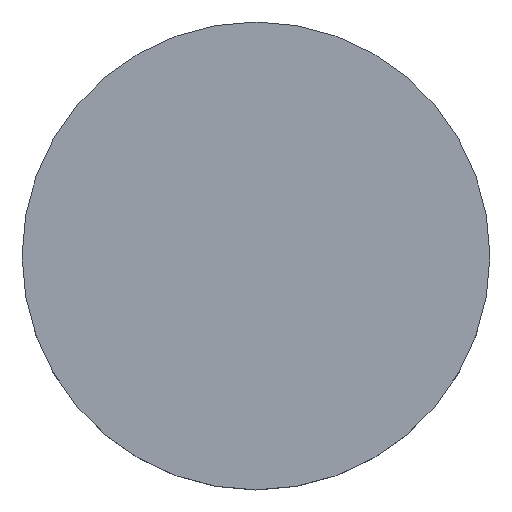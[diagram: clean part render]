
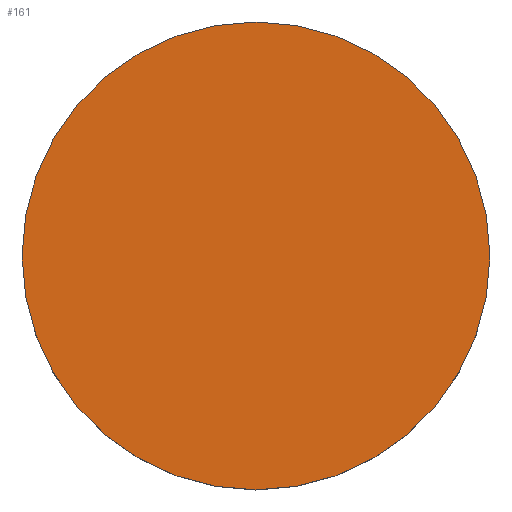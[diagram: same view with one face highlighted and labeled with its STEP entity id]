
A CAD part, top view. The second image highlights one B-rep face of the part: STEP entity #161.
In plain terms, the highlighted planar face has unit normal (0, 0, 1).
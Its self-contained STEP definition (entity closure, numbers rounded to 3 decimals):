
#8 = EDGE_CURVE ( 'NONE', #149, #40, #105, .T. ) ;
#9 = CARTESIAN_POINT ( 'NONE',  ( 0., 0., 3.7 ) ) ;
#20 = ORIENTED_EDGE ( 'NONE', *, *, #121, .F. ) ;
#23 = AXIS2_PLACEMENT_3D ( 'NONE', #117, #156, #93 ) ;
#29 = EDGE_LOOP ( 'NONE', ( #20, #63 ) ) ;
#40 = VERTEX_POINT ( 'NONE', #90 ) ;
#63 = ORIENTED_EDGE ( 'NONE', *, *, #8, .F. ) ;
#64 = DIRECTION ( 'NONE',  ( 0., 0., -1. ) ) ;
#87 = DIRECTION ( 'NONE',  ( 1., 0., 0. ) ) ;
#88 = AXIS2_PLACEMENT_3D ( 'NONE', #164, #115, #87 ) ;
#90 = CARTESIAN_POINT ( 'NONE',  ( 6.35, 0., 3.7 ) ) ;
#93 = DIRECTION ( 'NONE',  ( 1., 0., 0. ) ) ;
#105 = CIRCLE ( 'NONE', #88, 6.35 ) ;
#108 = FACE_OUTER_BOUND ( 'NONE', #29, .T. ) ;
#115 = DIRECTION ( 'NONE',  ( 0., 0., -1. ) ) ;
#117 = CARTESIAN_POINT ( 'NONE',  ( 0., 13.158, 3.7 ) ) ;
#121 = EDGE_CURVE ( 'NONE', #40, #149, #209, .T. ) ;
#145 = AXIS2_PLACEMENT_3D ( 'NONE', #9, #64, #155 ) ;
#149 = VERTEX_POINT ( 'NONE', #183 ) ;
#155 = DIRECTION ( 'NONE',  ( 1., 0., 0. ) ) ;
#156 = DIRECTION ( 'NONE',  ( 0., 0., 1. ) ) ;
#161 = ADVANCED_FACE ( 'NONE', ( #108 ), #208, .T. ) ;
#164 = CARTESIAN_POINT ( 'NONE',  ( 0., 0., 3.7 ) ) ;
#183 = CARTESIAN_POINT ( 'NONE',  ( -6.35, 0., 3.7 ) ) ;
#208 = PLANE ( 'NONE',  #23 ) ;
#209 = CIRCLE ( 'NONE', #145, 6.35 ) ;
